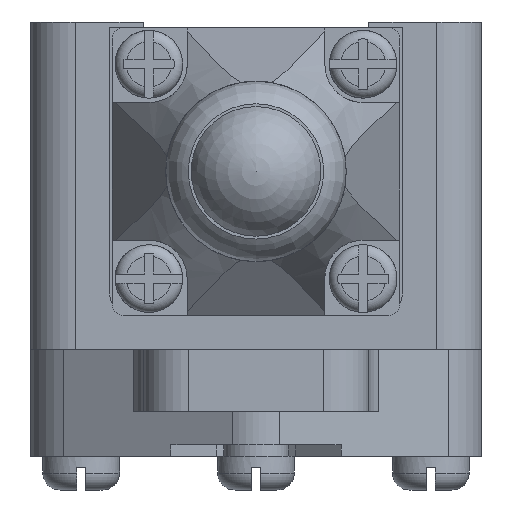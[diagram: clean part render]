
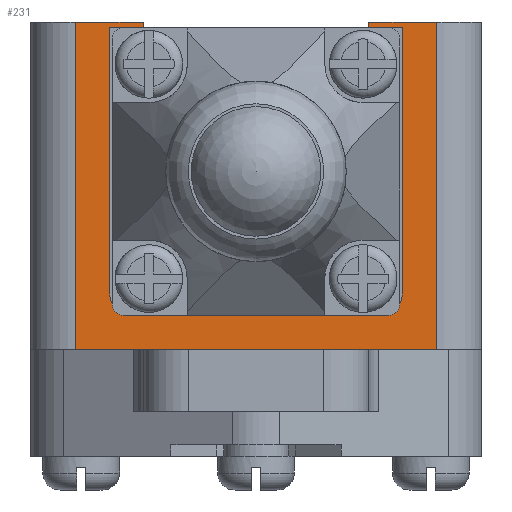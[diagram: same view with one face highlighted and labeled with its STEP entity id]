
A CAD part, front view. The second image highlights one B-rep face of the part: STEP entity #231.
In plain terms, the highlighted face is planar.
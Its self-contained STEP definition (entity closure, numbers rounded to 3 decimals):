
#231=ADVANCED_FACE('',(#2170),#2172,.T.);
#2170=FACE_BOUND('',#2171,.T.);
#2171=EDGE_LOOP('',(#6309,#6310,#6311,#6312,#6313,#6314,#6315,#6316,#6317,#6318,
#6319,#6320,#6321,#6322));
#2172=PLANE('',#2173);
#2173=AXIS2_PLACEMENT_3D('',#2174,#2175,#2176);
#2174=CARTESIAN_POINT('',(16.,0.,-34.));
#2175=DIRECTION('',(0.,0.,-1.));
#2176=DIRECTION('',(-1.,0.,0.));
#6309=ORIENTED_EDGE('',*,*,#8638,.F.);
#6310=ORIENTED_EDGE('',*,*,#8639,.T.);
#6311=ORIENTED_EDGE('',*,*,#8640,.F.);
#6312=ORIENTED_EDGE('',*,*,#8641,.F.);
#6313=ORIENTED_EDGE('',*,*,#8594,.T.);
#6314=ORIENTED_EDGE('',*,*,#8642,.T.);
#6315=ORIENTED_EDGE('',*,*,#8582,.F.);
#6316=ORIENTED_EDGE('',*,*,#8643,.F.);
#6317=ORIENTED_EDGE('',*,*,#8644,.F.);
#6318=ORIENTED_EDGE('',*,*,#8637,.F.);
#6319=ORIENTED_EDGE('',*,*,#8610,.T.);
#6320=ORIENTED_EDGE('',*,*,#8645,.T.);
#6321=ORIENTED_EDGE('',*,*,#8646,.F.);
#6322=ORIENTED_EDGE('',*,*,#8647,.T.);
#8582=EDGE_CURVE('',#9815,#9817,#9818,.T.);
#8594=EDGE_CURVE('',#9837,#9835,#9838,.T.);
#8610=EDGE_CURVE('',#9869,#9867,#9870,.T.);
#8637=EDGE_CURVE('',#9869,#9909,#9911,.T.);
#8638=EDGE_CURVE('',#9912,#9913,#9914,.T.);
#8639=EDGE_CURVE('',#9912,#9915,#9916,.T.);
#8640=EDGE_CURVE('',#9917,#9915,#9918,.T.);
#8641=EDGE_CURVE('',#9837,#9917,#9919,.T.);
#8642=EDGE_CURVE('',#9835,#9817,#9920,.T.);
#8643=EDGE_CURVE('',#9921,#9815,#9922,.T.);
#8644=EDGE_CURVE('',#9909,#9921,#9923,.T.);
#8645=EDGE_CURVE('',#9867,#9924,#9925,.T.);
#8646=EDGE_CURVE('',#9926,#9924,#9927,.T.);
#8647=EDGE_CURVE('',#9926,#9913,#9928,.T.);
#9815=VERTEX_POINT('',#12706);
#9817=VERTEX_POINT('',#12710);
#9818=CIRCLE('',#12711,2.);
#9835=VERTEX_POINT('',#12755);
#9837=VERTEX_POINT('',#12759);
#9838=LINE('',#12760,#12761);
#9867=VERTEX_POINT('',#12823);
#9869=VERTEX_POINT('',#12827);
#9870=LINE('',#12828,#12829);
#9909=VERTEX_POINT('',#13314);
#9911=LINE('',#13318,#13319);
#9912=VERTEX_POINT('',#13321);
#9913=VERTEX_POINT('',#13322);
#9914=LINE('',#13323,#13324);
#9915=VERTEX_POINT('',#13326);
#9916=LINE('',#13327,#13328);
#9917=VERTEX_POINT('',#13330);
#9918=LINE('',#13331,#13332);
#9919=LINE('',#13334,#13335);
#9920=LINE('',#13337,#13338);
#9921=VERTEX_POINT('',#13340);
#9922=LINE('',#13341,#13342);
#9923=CIRCLE('',#13344,2.);
#9924=VERTEX_POINT('',#13348);
#9925=LINE('',#13349,#13350);
#9926=VERTEX_POINT('',#13352);
#9927=LINE('',#13353,#13354);
#9928=LINE('',#13356,#13357);
#12706=CARTESIAN_POINT('',(11.,25.5,-34.));
#12710=CARTESIAN_POINT('',(13.,23.5,-34.));
#12711=AXIS2_PLACEMENT_3D('',#12712,#12713,#12714);
#12712=CARTESIAN_POINT('',(11.,23.5,-34.));
#12713=DIRECTION('',(0.,0.,-1.));
#12714=DIRECTION('',(0.,1.,0.));
#12755=CARTESIAN_POINT('',(13.,0.,-34.));
#12759=CARTESIAN_POINT('',(10.,0.,-34.));
#12760=CARTESIAN_POINT('',(10.,0.,-34.));
#12761=VECTOR('',#12762,1.);
#12762=DIRECTION('',(1.,0.,0.));
#12823=CARTESIAN_POINT('',(-10.,0.,-34.));
#12827=CARTESIAN_POINT('',(-13.,0.,-34.));
#12828=CARTESIAN_POINT('',(-13.,0.,-34.));
#12829=VECTOR('',#12830,1.);
#12830=DIRECTION('',(1.,0.,0.));
#13314=CARTESIAN_POINT('',(-13.,23.5,-34.));
#13318=CARTESIAN_POINT('',(-13.,0.,-34.));
#13319=VECTOR('',#13320,1.);
#13320=DIRECTION('',(0.,1.,0.));
#13321=CARTESIAN_POINT('',(16.,28.5,-34.));
#13322=CARTESIAN_POINT('',(-16.,28.5,-34.));
#13323=CARTESIAN_POINT('',(16.,28.5,-34.));
#13324=VECTOR('',#13325,1.);
#13325=DIRECTION('',(-1.,0.,0.));
#13326=CARTESIAN_POINT('',(16.,-0.5,-34.));
#13327=CARTESIAN_POINT('',(16.,28.5,-34.));
#13328=VECTOR('',#13329,1.);
#13329=DIRECTION('',(0.,-1.,0.));
#13330=CARTESIAN_POINT('',(10.,-0.5,-34.));
#13331=CARTESIAN_POINT('',(10.,-0.5,-34.));
#13332=VECTOR('',#13333,1.);
#13333=DIRECTION('',(1.,0.,0.));
#13334=CARTESIAN_POINT('',(10.,0.,-34.));
#13335=VECTOR('',#13336,1.);
#13336=DIRECTION('',(0.,-1.,0.));
#13337=CARTESIAN_POINT('',(13.,0.,-34.));
#13338=VECTOR('',#13339,1.);
#13339=DIRECTION('',(0.,1.,0.));
#13340=CARTESIAN_POINT('',(-11.,25.5,-34.));
#13341=CARTESIAN_POINT('',(-11.,25.5,-34.));
#13342=VECTOR('',#13343,1.);
#13343=DIRECTION('',(1.,0.,0.));
#13344=AXIS2_PLACEMENT_3D('',#13345,#13346,#13347);
#13345=CARTESIAN_POINT('',(-11.,23.5,-34.));
#13346=DIRECTION('',(0.,0.,-1.));
#13347=DIRECTION('',(-1.,0.,0.));
#13348=CARTESIAN_POINT('',(-10.,-0.5,-34.));
#13349=CARTESIAN_POINT('',(-10.,0.,-34.));
#13350=VECTOR('',#13351,1.);
#13351=DIRECTION('',(0.,-1.,0.));
#13352=CARTESIAN_POINT('',(-16.,-0.5,-34.));
#13353=CARTESIAN_POINT('',(-16.,-0.5,-34.));
#13354=VECTOR('',#13355,1.);
#13355=DIRECTION('',(1.,0.,0.));
#13356=CARTESIAN_POINT('',(-16.,-0.5,-34.));
#13357=VECTOR('',#13358,1.);
#13358=DIRECTION('',(0.,1.,0.));
